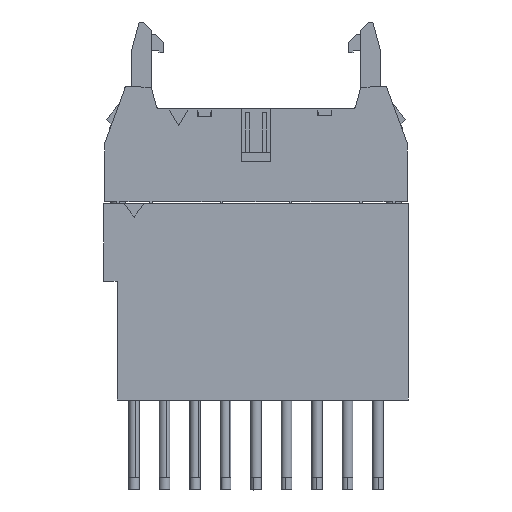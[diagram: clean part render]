
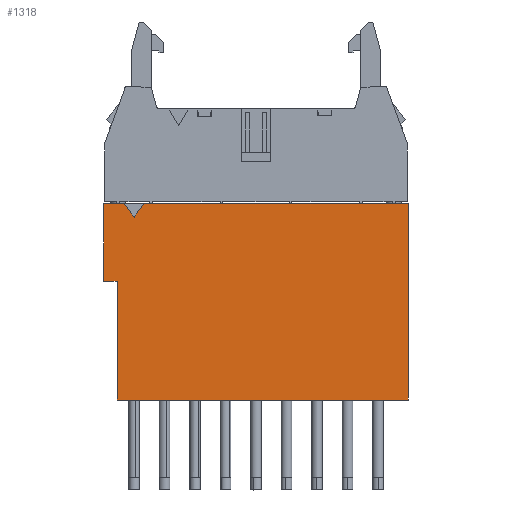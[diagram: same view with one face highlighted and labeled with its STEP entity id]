
A CAD part, left-side view. The second image highlights one B-rep face of the part: STEP entity #1318.
In plain terms, the highlighted planar face has unit normal (-1, 0, 0).
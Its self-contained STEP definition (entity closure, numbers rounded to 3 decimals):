
#1274=AXIS2_PLACEMENT_3D('Plane Axis2P3D',#1271,#1272,#1273) ;
#182=CARTESIAN_POINT('Vertex',(0.5,0.,42.285)) ;
#198=CARTESIAN_POINT('Vertex',(0.5,45.,42.285)) ;
#201=CARTESIAN_POINT('Line Origine',(0.5,43.5,42.285)) ;
#205=CARTESIAN_POINT('Vertex',(0.5,42.,42.285)) ;
#226=CARTESIAN_POINT('Vertex',(0.5,39.,42.285)) ;
#229=CARTESIAN_POINT('Line Origine',(0.5,19.5,42.285)) ;
#1182=CARTESIAN_POINT('Vertex',(0.5,0.,13.285)) ;
#1192=CARTESIAN_POINT('Line Origine',(0.5,0.,27.785)) ;
#1255=CARTESIAN_POINT('Vertex',(0.5,45.,30.785)) ;
#1258=CARTESIAN_POINT('Line Origine',(0.5,45.,36.535)) ;
#1271=CARTESIAN_POINT('Axis2P3D Location',(0.5,45.,42.285)) ;
#1276=CARTESIAN_POINT('Line Origine',(0.5,39.75,41.285)) ;
#1280=CARTESIAN_POINT('Vertex',(0.5,40.5,40.285)) ;
#1283=CARTESIAN_POINT('Line Origine',(0.5,41.25,41.285)) ;
#1288=CARTESIAN_POINT('Line Origine',(0.5,44.,30.785)) ;
#1292=CARTESIAN_POINT('Vertex',(0.5,43.,30.785)) ;
#1295=CARTESIAN_POINT('Line Origine',(0.5,43.,22.035)) ;
#1299=CARTESIAN_POINT('Vertex',(0.5,43.,13.285)) ;
#1302=CARTESIAN_POINT('Line Origine',(0.5,21.5,13.285)) ;
#202=DIRECTION('Vector Direction',(0.,-1.,0.)) ;
#230=DIRECTION('Vector Direction',(0.,-1.,0.)) ;
#1193=DIRECTION('Vector Direction',(0.,0.,-1.)) ;
#1259=DIRECTION('Vector Direction',(0.,0.,-1.)) ;
#1272=DIRECTION('Axis2P3D Direction',(1.,0.,0.)) ;
#1273=DIRECTION('Axis2P3D XDirection',(0.,1.,0.)) ;
#1277=DIRECTION('Vector Direction',(0.,0.6,-0.8)) ;
#1284=DIRECTION('Vector Direction',(0.,0.6,0.8)) ;
#1289=DIRECTION('Vector Direction',(0.,1.,0.)) ;
#1296=DIRECTION('Vector Direction',(0.,0.,-1.)) ;
#1303=DIRECTION('Vector Direction',(0.,-1.,0.)) ;
#203=VECTOR('Line Direction',#202,1.) ;
#231=VECTOR('Line Direction',#230,1.) ;
#1194=VECTOR('Line Direction',#1193,1.) ;
#1260=VECTOR('Line Direction',#1259,1.) ;
#1278=VECTOR('Line Direction',#1277,1.) ;
#1285=VECTOR('Line Direction',#1284,1.) ;
#1290=VECTOR('Line Direction',#1289,1.) ;
#1297=VECTOR('Line Direction',#1296,1.) ;
#1304=VECTOR('Line Direction',#1303,1.) ;
#1308=ORIENTED_EDGE('',*,*,#233,.F.) ;
#1309=ORIENTED_EDGE('',*,*,#1282,.T.) ;
#1310=ORIENTED_EDGE('',*,*,#1287,.T.) ;
#1311=ORIENTED_EDGE('',*,*,#207,.F.) ;
#1312=ORIENTED_EDGE('',*,*,#1262,.T.) ;
#1313=ORIENTED_EDGE('',*,*,#1294,.F.) ;
#1314=ORIENTED_EDGE('',*,*,#1301,.T.) ;
#1315=ORIENTED_EDGE('',*,*,#1306,.T.) ;
#1316=ORIENTED_EDGE('',*,*,#1196,.F.) ;
#1318=ADVANCED_FACE('Combine1',(#1317),#1275,.F.) ;
#207=EDGE_CURVE('',#199,#206,#204,.T.) ;
#233=EDGE_CURVE('',#227,#183,#232,.T.) ;
#1196=EDGE_CURVE('',#183,#1183,#1195,.T.) ;
#1262=EDGE_CURVE('',#199,#1256,#1261,.T.) ;
#1282=EDGE_CURVE('',#227,#1281,#1279,.T.) ;
#1287=EDGE_CURVE('',#1281,#206,#1286,.T.) ;
#1294=EDGE_CURVE('',#1293,#1256,#1291,.T.) ;
#1301=EDGE_CURVE('',#1293,#1300,#1298,.T.) ;
#1306=EDGE_CURVE('',#1300,#1183,#1305,.T.) ;
#1307=EDGE_LOOP('',(#1308,#1309,#1310,#1311,#1312,#1313,#1314,#1315,#1316)) ;
#1317=FACE_OUTER_BOUND('',#1307,.T.) ;
#204=LINE('Line',#201,#203) ;
#232=LINE('Line',#229,#231) ;
#1195=LINE('Line',#1192,#1194) ;
#1261=LINE('Line',#1258,#1260) ;
#1279=LINE('Line',#1276,#1278) ;
#1286=LINE('Line',#1283,#1285) ;
#1291=LINE('Line',#1288,#1290) ;
#1298=LINE('Line',#1295,#1297) ;
#1305=LINE('Line',#1302,#1304) ;
#1275=PLANE('',#1274) ;
#183=VERTEX_POINT('',#182) ;
#199=VERTEX_POINT('',#198) ;
#206=VERTEX_POINT('',#205) ;
#227=VERTEX_POINT('',#226) ;
#1183=VERTEX_POINT('',#1182) ;
#1256=VERTEX_POINT('',#1255) ;
#1281=VERTEX_POINT('',#1280) ;
#1293=VERTEX_POINT('',#1292) ;
#1300=VERTEX_POINT('',#1299) ;
